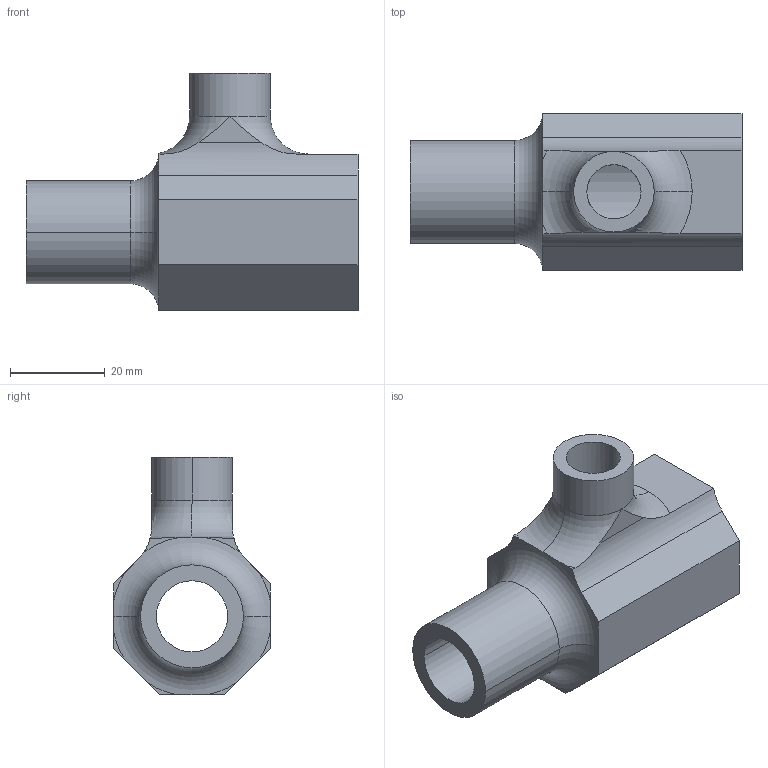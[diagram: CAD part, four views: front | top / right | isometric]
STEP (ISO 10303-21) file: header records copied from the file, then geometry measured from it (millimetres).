
FILE_DESCRIPTION(('CATIA V5 STEP Exchange'),'2;1');
FILE_NAME('T HP V2.stp','2022-07-03T14:26:24+00:00',('none'),('none'),'CATIA Version 5 Release 20 GA (IN-10)','CATIA V5 STEP AP203','none');
FILE_SCHEMA(('CONFIG_CONTROL_DESIGN'));
Length unit declared in the file: millimetre
Products named in the file (1): Part2
Bounding box: 70 x 33 x 50 mm (x, y, z)
Volume: 28693 mm3; surface area: 13507.8 mm2
Topology: 1 solids, 1 shells, 43 faces, 119 edges, 78 vertices
Faces by surface type: plane 23, cylinder 12, torus 8
Entity records: 1431 total; most frequent: CARTESIAN_POINT 403, ORIENTED_EDGE 238, DIRECTION 144, EDGE_CURVE 119, VERTEX_POINT 78, AXIS2_PLACEMENT_3D 72, EDGE_LOOP 47, VECTOR 46
